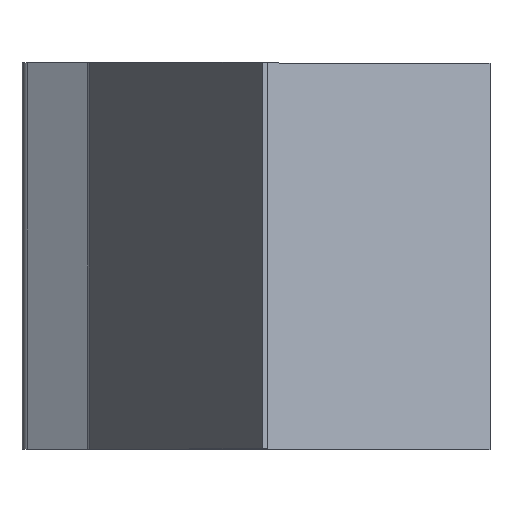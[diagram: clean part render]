
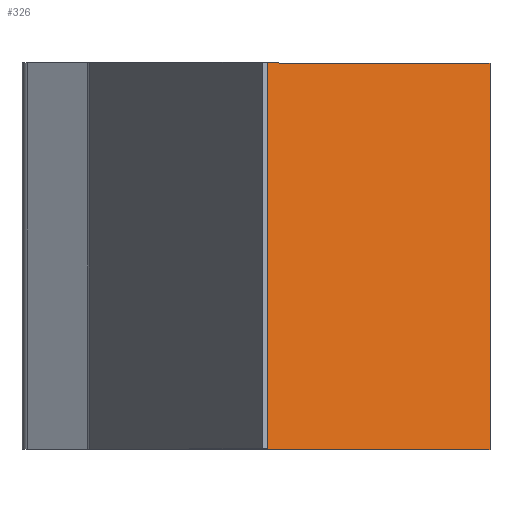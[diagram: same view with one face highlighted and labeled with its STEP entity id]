
A CAD part, top view. The second image highlights one B-rep face of the part: STEP entity #326.
In plain terms, the highlighted planar face has unit normal (0.5, 0, 0.866).
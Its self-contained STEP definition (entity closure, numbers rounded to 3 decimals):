
#28=FACE_OUTER_BOUND('',#50,.T.);
#50=EDGE_LOOP('',(#238,#239,#240,#241));
#72=LINE('',#513,#108);
#74=LINE('',#517,#110);
#79=LINE('',#527,#115);
#80=LINE('',#528,#116);
#108=VECTOR('',#416,10.);
#110=VECTOR('',#420,10.);
#115=VECTOR('',#429,10.);
#116=VECTOR('',#430,10.);
#149=VERTEX_POINT('',#497);
#152=VERTEX_POINT('',#504);
#154=VERTEX_POINT('',#516);
#157=VERTEX_POINT('',#526);
#180=EDGE_CURVE('',#149,#152,#72,.T.);
#182=EDGE_CURVE('',#149,#154,#74,.T.);
#187=EDGE_CURVE('',#157,#152,#79,.T.);
#188=EDGE_CURVE('',#154,#157,#80,.T.);
#238=ORIENTED_EDGE('',*,*,#180,.T.);
#239=ORIENTED_EDGE('',*,*,#187,.F.);
#240=ORIENTED_EDGE('',*,*,#188,.F.);
#241=ORIENTED_EDGE('',*,*,#182,.F.);
#306=PLANE('',#372);
#326=ADVANCED_FACE('',(#28),#306,.T.);
#372=AXIS2_PLACEMENT_3D('',#525,#427,#428);
#416=DIRECTION('',(0.,-1.,0.));
#420=DIRECTION('',(0.866,0.,-0.5));
#427=DIRECTION('center_axis',(0.5,0.,0.866));
#428=DIRECTION('ref_axis',(0.866,0.,-0.5));
#429=DIRECTION('',(-0.866,0.,0.5));
#430=DIRECTION('',(0.,-1.,0.));
#497=CARTESIAN_POINT('',(220.52,0.,-20.067));
#504=CARTESIAN_POINT('',(220.52,-200.,-20.067));
#513=CARTESIAN_POINT('',(220.52,-150.,-20.067));
#516=CARTESIAN_POINT('',(458.032,0.,-157.194));
#517=CARTESIAN_POINT('',(25.019,0.,92.806));
#525=CARTESIAN_POINT('Origin',(241.526,-100.,-32.194));
#526=CARTESIAN_POINT('',(458.032,-200.,-157.194));
#527=CARTESIAN_POINT('',(458.032,-200.,-157.194));
#528=CARTESIAN_POINT('',(458.032,0.,-157.194));
